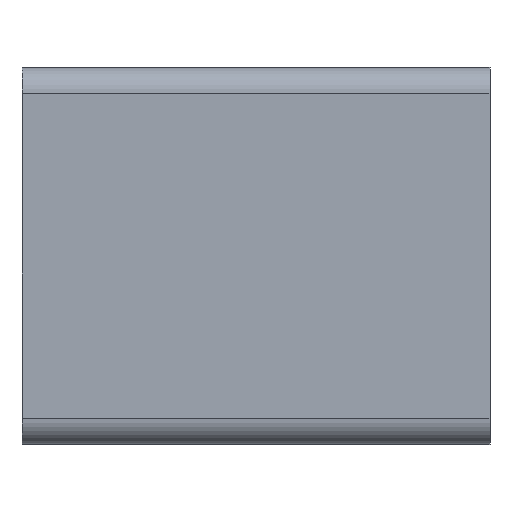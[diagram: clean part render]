
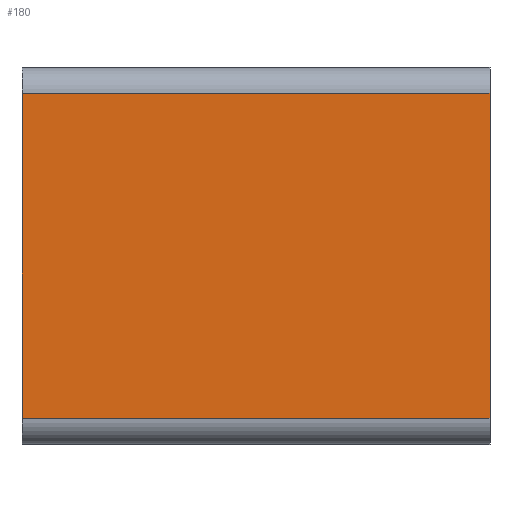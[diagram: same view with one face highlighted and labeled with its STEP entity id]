
A CAD part, top view. The second image highlights one B-rep face of the part: STEP entity #180.
In plain terms, the highlighted planar face has unit normal (0, 0, 1).
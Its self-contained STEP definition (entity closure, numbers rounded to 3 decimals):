
#18=PLANE('',#212);
#28=FACE_OUTER_BOUND('',#38,.T.);
#38=EDGE_LOOP('',(#153,#154,#155,#156));
#44=LINE('',#285,#60);
#49=LINE('',#300,#65);
#54=LINE('',#313,#70);
#55=LINE('',#316,#71);
#60=VECTOR('',#230,10.);
#65=VECTOR('',#245,10.);
#70=VECTOR('',#258,10.);
#71=VECTOR('',#263,10.);
#86=VERTEX_POINT('',#282);
#87=VERTEX_POINT('',#284);
#92=VERTEX_POINT('',#298);
#96=VERTEX_POINT('',#312);
#103=EDGE_CURVE('',#87,#86,#44,.T.);
#111=EDGE_CURVE('',#92,#86,#49,.T.);
#117=EDGE_CURVE('',#87,#96,#54,.T.);
#119=EDGE_CURVE('',#92,#96,#55,.T.);
#153=ORIENTED_EDGE('',*,*,#111,.F.);
#154=ORIENTED_EDGE('',*,*,#119,.T.);
#155=ORIENTED_EDGE('',*,*,#117,.F.);
#156=ORIENTED_EDGE('',*,*,#103,.T.);
#180=ADVANCED_FACE('',(#28),#18,.T.);
#212=AXIS2_PLACEMENT_3D('',#315,#261,#262);
#230=DIRECTION('',(0.,1.,0.));
#245=DIRECTION('',(1.,0.,0.));
#258=DIRECTION('',(-1.,0.,0.));
#261=DIRECTION('center_axis',(0.,0.,1.));
#262=DIRECTION('ref_axis',(1.,0.,0.));
#263=DIRECTION('',(0.,-1.,0.));
#282=CARTESIAN_POINT('',(36.,27.,4.75));
#284=CARTESIAN_POINT('',(36.,2.,4.75));
#285=CARTESIAN_POINT('',(36.,0.,4.75));
#298=CARTESIAN_POINT('',(0.,27.,4.75));
#300=CARTESIAN_POINT('',(27.,27.,4.75));
#312=CARTESIAN_POINT('',(0.,2.,4.75));
#313=CARTESIAN_POINT('',(9.,2.,4.75));
#315=CARTESIAN_POINT('Origin',(18.,14.5,4.75));
#316=CARTESIAN_POINT('',(0.,29.,4.75));
